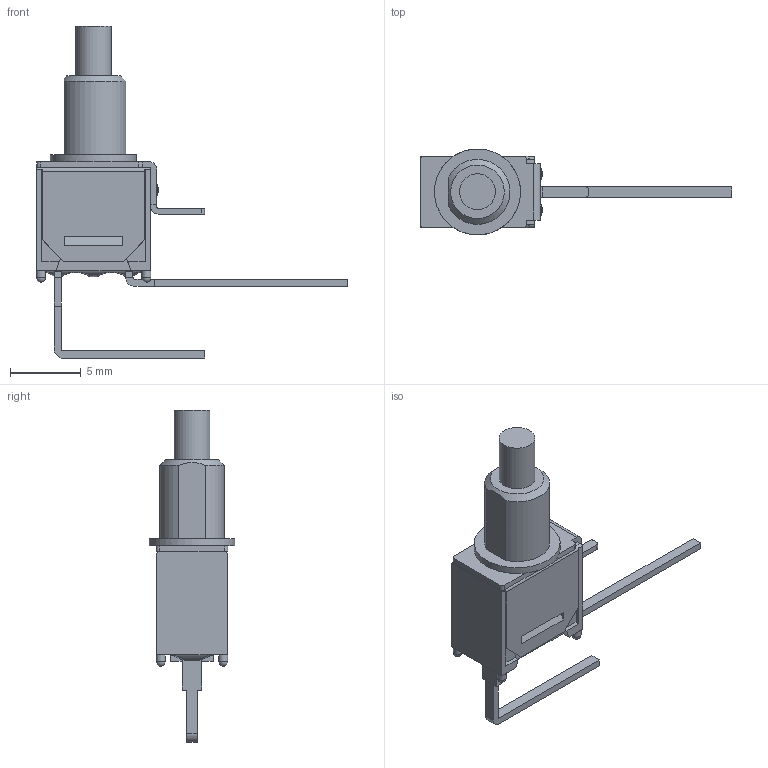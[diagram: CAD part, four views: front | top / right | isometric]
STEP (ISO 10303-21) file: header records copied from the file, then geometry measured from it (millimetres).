
FILE_DESCRIPTION((' '),'2;1');
FILE_NAME('800SPxB5M7xE.stp','2017-08-02T09:36:11',(' '),(' '),' ','ACIS',' ');
FILE_SCHEMA(('CONFIG_CONTROL_DESIGN'));
Length unit declared in the file: inch
Products named in the file (1): 800SPxB5M7xE.stp
Bounding box: 22.1 x 6.09 x 23.54 mm (x, y, z)
Volume: 304.7 mm3; surface area: 769.3 mm2
Topology: 1 solids, 3 shells, 177 faces, 461 edges, 293 vertices
Faces by surface type: plane 130, cylinder 28, bspline 12, sphere 4, cone 3
Full cylindrical faces by diameter (mm): 0.65 x4, 2.54 x2, 6.1 x1
Entity records: 5869 total; most frequent: CARTESIAN_POINT 1607, ORIENTED_EDGE 872, DIRECTION 805, EDGE_CURVE 436, VECTOR 333, LINE 333, VERTEX_POINT 284, AXIS2_PLACEMENT_3D 236
